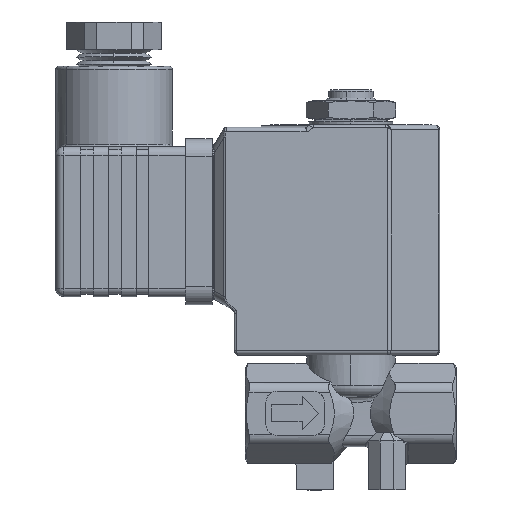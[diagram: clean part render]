
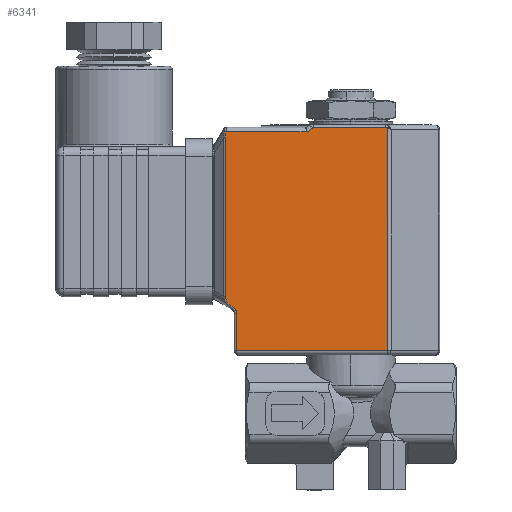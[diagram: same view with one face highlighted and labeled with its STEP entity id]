
A CAD part, top view. The second image highlights one B-rep face of the part: STEP entity #6341.
In plain terms, the highlighted planar face has unit normal (0, 0, 1).
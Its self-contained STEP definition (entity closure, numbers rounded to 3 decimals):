
#454=PLANE('',#13258);
#1398=FACE_OUTER_BOUND('',#2155,.F.);
#2155=EDGE_LOOP('',(#5255,#5256,#5257,#5258,#5259,#5260,#5261,#5262,#5263,
#5264,#5265));
#5255=ORIENTED_EDGE('',*,*,#10532,.F.);
#5256=ORIENTED_EDGE('',*,*,#10533,.F.);
#5257=ORIENTED_EDGE('',*,*,#10534,.F.);
#5258=ORIENTED_EDGE('',*,*,#10535,.F.);
#5259=ORIENTED_EDGE('',*,*,#10536,.F.);
#5260=ORIENTED_EDGE('',*,*,#10537,.F.);
#5261=ORIENTED_EDGE('',*,*,#10538,.F.);
#5262=ORIENTED_EDGE('',*,*,#10539,.F.);
#5263=ORIENTED_EDGE('',*,*,#10540,.F.);
#5264=ORIENTED_EDGE('',*,*,#10541,.F.);
#5265=ORIENTED_EDGE('',*,*,#10542,.F.);
#6341=ADVANCED_FACE('',(#1398),#454,.T.);
#7218=B_SPLINE_CURVE_WITH_KNOTS('',3,(#21238,#21239,#21240,#21241,#21242,
#21243,#21244),.UNSPECIFIED.,.F.,.F.,(4,1,1,1,4),(0.,0.292,0.5,
0.708,1.),.UNSPECIFIED.);
#7219=B_SPLINE_CURVE_WITH_KNOTS('',3,(#21245,#21246,#21247,#21248,#21249,
#21250,#21251,#21252,#21253,#21254,#21255),.UNSPECIFIED.,.F.,.F.,(4,1,1,
1,1,1,1,1,4),(0.,0.143,0.246,0.371,0.496,
0.622,0.747,0.853,1.),.UNSPECIFIED.);
#7220=B_SPLINE_CURVE_WITH_KNOTS('',3,(#21257,#21258,#21259,#21260,#21261,
#21262),.UNSPECIFIED.,.F.,.F.,(4,1,1,4),(0.,0.398,0.62,
1.),.UNSPECIFIED.);
#7221=B_SPLINE_CURVE_WITH_KNOTS('',3,(#21266,#21267,#21268,#21269,#21270,
#21271),.UNSPECIFIED.,.F.,.F.,(4,1,1,4),(0.,0.364,0.589,
1.),.UNSPECIFIED.);
#8053=LINE('',#21236,#9022);
#8054=LINE('',#21237,#9023);
#8055=LINE('',#21256,#9024);
#8056=LINE('',#21263,#9025);
#8057=LINE('',#21264,#9026);
#8058=LINE('',#21265,#9027);
#8059=LINE('',#21272,#9028);
#9022=VECTOR('',#15612,27.269);
#9023=VECTOR('',#15613,6.718);
#9024=VECTOR('',#15614,28.686);
#9025=VECTOR('',#15615,14.576);
#9026=VECTOR('',#15616,1.386);
#9027=VECTOR('',#15617,13.034);
#9028=VECTOR('',#15618,40.083);
#10532=EDGE_CURVE('',#11882,#11881,#8053,.T.);
#10533=EDGE_CURVE('',#11880,#11882,#8054,.T.);
#10534=EDGE_CURVE('',#11879,#11880,#7218,.T.);
#10535=EDGE_CURVE('',#11878,#11879,#7219,.T.);
#10536=EDGE_CURVE('',#11877,#11878,#8055,.T.);
#10537=EDGE_CURVE('',#11876,#11877,#7220,.T.);
#10538=EDGE_CURVE('',#11875,#11876,#8056,.T.);
#10539=EDGE_CURVE('',#11874,#11875,#8057,.T.);
#10540=EDGE_CURVE('',#11873,#11874,#8058,.T.);
#10541=EDGE_CURVE('',#11872,#11873,#7221,.T.);
#10542=EDGE_CURVE('',#11881,#11872,#8059,.T.);
#11872=VERTEX_POINT('',#20569);
#11873=VERTEX_POINT('',#20570);
#11874=VERTEX_POINT('',#20571);
#11875=VERTEX_POINT('',#20572);
#11876=VERTEX_POINT('',#20573);
#11877=VERTEX_POINT('',#20574);
#11878=VERTEX_POINT('',#20575);
#11879=VERTEX_POINT('',#20576);
#11880=VERTEX_POINT('',#20577);
#11881=VERTEX_POINT('',#20578);
#11882=VERTEX_POINT('',#20579);
#13258=AXIS2_PLACEMENT_3D('',#24245,#16436,#16437);
#15612=DIRECTION('',(1.,0.,0.));
#15613=DIRECTION('',(0.,-1.,0.));
#15614=DIRECTION('',(0.,-1.,0.));
#15615=DIRECTION('',(-1.,0.,0.));
#15616=DIRECTION('',(-0.816,-0.577,0.));
#15617=DIRECTION('',(-1.,0.,0.));
#15618=DIRECTION('',(0.,1.,0.));
#16436=DIRECTION('',(0.,0.,1.));
#16437=DIRECTION('',(-1.,0.,0.));
#20569=CARTESIAN_POINT('',(6.669,51.383,16.));
#20570=CARTESIAN_POINT('',(6.269,51.5,16.));
#20571=CARTESIAN_POINT('',(-6.766,51.5,16.));
#20572=CARTESIAN_POINT('',(-7.897,50.7,16.));
#20573=CARTESIAN_POINT('',(-22.473,50.7,16.));
#20574=CARTESIAN_POINT('',(-22.602,49.747,16.));
#20575=CARTESIAN_POINT('',(-22.602,21.061,16.));
#20576=CARTESIAN_POINT('',(-21.185,19.049,16.));
#20577=CARTESIAN_POINT('',(-20.6,18.018,16.));
#20578=CARTESIAN_POINT('',(6.669,11.3,16.));
#20579=CARTESIAN_POINT('',(-20.6,11.3,16.));
#21236=CARTESIAN_POINT('',(-20.6,11.3,16.));
#21237=CARTESIAN_POINT('',(-20.6,18.018,16.));
#21238=CARTESIAN_POINT('',(-21.185,19.049,16.));
#21239=CARTESIAN_POINT('',(-21.082,18.987,16.));
#21240=CARTESIAN_POINT('',(-20.921,18.854,16.));
#21241=CARTESIAN_POINT('',(-20.748,18.615,16.));
#21242=CARTESIAN_POINT('',(-20.632,18.344,16.));
#21243=CARTESIAN_POINT('',(-20.6,18.138,16.));
#21244=CARTESIAN_POINT('',(-20.6,18.018,16.));
#21245=CARTESIAN_POINT('',(-22.602,21.061,16.));
#21246=CARTESIAN_POINT('',(-22.602,20.938,16.));
#21247=CARTESIAN_POINT('',(-22.571,20.729,16.));
#21248=CARTESIAN_POINT('',(-22.47,20.427,16.));
#21249=CARTESIAN_POINT('',(-22.336,20.157,16.));
#21250=CARTESIAN_POINT('',(-22.156,19.891,16.));
#21251=CARTESIAN_POINT('',(-21.945,19.647,16.));
#21252=CARTESIAN_POINT('',(-21.724,19.437,16.));
#21253=CARTESIAN_POINT('',(-21.472,19.234,16.));
#21254=CARTESIAN_POINT('',(-21.293,19.113,16.));
#21255=CARTESIAN_POINT('',(-21.185,19.049,16.));
#21256=CARTESIAN_POINT('',(-22.602,49.747,16.));
#21257=CARTESIAN_POINT('',(-22.473,50.7,16.));
#21258=CARTESIAN_POINT('',(-22.504,50.576,16.));
#21259=CARTESIAN_POINT('',(-22.545,50.381,16.));
#21260=CARTESIAN_POINT('',(-22.59,50.062,16.));
#21261=CARTESIAN_POINT('',(-22.602,49.869,16.));
#21262=CARTESIAN_POINT('',(-22.602,49.747,16.));
#21263=CARTESIAN_POINT('',(-7.897,50.7,16.));
#21264=CARTESIAN_POINT('',(-6.766,51.5,16.));
#21265=CARTESIAN_POINT('',(6.269,51.5,16.));
#21266=CARTESIAN_POINT('',(6.669,51.383,16.));
#21267=CARTESIAN_POINT('',(6.627,51.412,16.));
#21268=CARTESIAN_POINT('',(6.552,51.45,16.));
#21269=CARTESIAN_POINT('',(6.416,51.49,16.));
#21270=CARTESIAN_POINT('',(6.327,51.5,16.));
#21271=CARTESIAN_POINT('',(6.269,51.5,16.));
#21272=CARTESIAN_POINT('',(6.669,11.3,16.));
#24245=CARTESIAN_POINT('',(8.679,53.51,16.));
